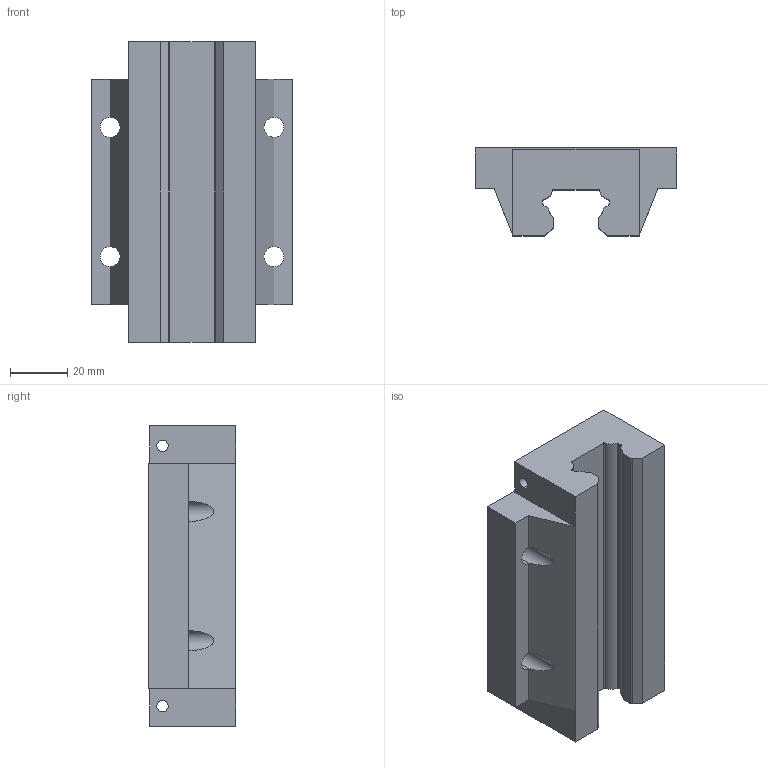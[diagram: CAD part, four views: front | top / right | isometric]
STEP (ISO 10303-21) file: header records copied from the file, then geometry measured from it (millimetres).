
FILE_DESCRIPTION (( 'STEP AP214' ), '1' );
FILE_NAME ('B552 Ðåëüñîâàÿ êàðåòêà HGW 25HA.STEP', '2025-12-24T09:09:56', ( '' ), ( '' ), 'SwSTEP 2.0', 'SolidWorks 2026', '' );
FILE_SCHEMA (( 'AUTOMOTIVE_DESIGN' ));
Length unit declared in the file: millimetre
Products named in the file (1): B552 Рельсовая каретка HGW 25HA
Bounding box: 70 x 30.5 x 104.6 mm (x, y, z)
Volume: 142379.6 mm3; surface area: 27585.5 mm2
Topology: 1 solids, 1 shells, 56 faces, 162 edges, 104 vertices
Faces by surface type: cylinder 28, plane 28
Entity records: 1889 total; most frequent: CARTESIAN_POINT 335, ORIENTED_EDGE 324, DIRECTION 324, EDGE_CURVE 162, AXIS2_PLACEMENT_3D 109, LINE 106, VECTOR 106, VERTEX_POINT 104
